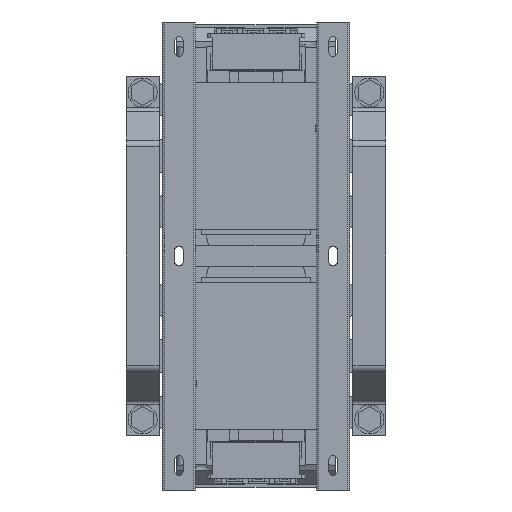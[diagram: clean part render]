
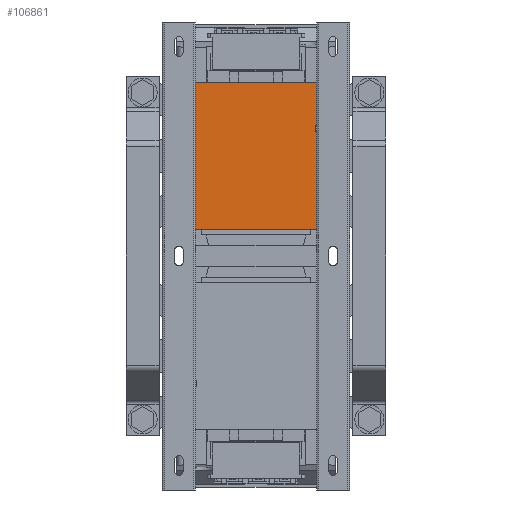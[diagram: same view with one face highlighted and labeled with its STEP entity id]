
A CAD part, front view. The second image highlights one B-rep face of the part: STEP entity #106861.
In plain terms, the highlighted planar face has unit normal (0, -1, 0).
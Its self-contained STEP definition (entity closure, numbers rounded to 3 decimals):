
#845 = EDGE_LOOP ( 'NONE', ( #93555, #94666, #6525, #90638, #18894, #57067 ) ) ;
#3674 = DIRECTION ( 'NONE',  ( 0., 0., -1. ) ) ;
#5907 = EDGE_CURVE ( 'NONE', #40499, #39775, #106086, .T. ) ;
#6525 = ORIENTED_EDGE ( 'NONE', *, *, #103188, .T. ) ;
#9112 = VECTOR ( 'NONE', #3674, 1000. ) ;
#13959 = DIRECTION ( 'NONE',  ( 0., 0., -1. ) ) ;
#17111 = LINE ( 'NONE', #115788, #63894 ) ;
#18894 = ORIENTED_EDGE ( 'NONE', *, *, #52995, .F. ) ;
#21231 = CARTESIAN_POINT ( 'NONE',  ( 47.5, 0., 96.25 ) ) ;
#21623 = DIRECTION ( 'NONE',  ( 0., -1., 0. ) ) ;
#23538 = EDGE_CURVE ( 'NONE', #89845, #119889, #104979, .T. ) ;
#26449 = FACE_OUTER_BOUND ( 'NONE', #845, .T. ) ;
#29317 = EDGE_CURVE ( 'NONE', #119889, #39775, #44388, .T. ) ;
#36238 = VECTOR ( 'NONE', #59629, 1000. ) ;
#37123 = CARTESIAN_POINT ( 'NONE',  ( -47.5, 0., 96.25 ) ) ;
#39190 = LINE ( 'NONE', #50208, #36238 ) ;
#39462 = VERTEX_POINT ( 'NONE', #120238 ) ;
#39775 = VERTEX_POINT ( 'NONE', #21231 ) ;
#40499 = VERTEX_POINT ( 'NONE', #44990 ) ;
#44388 = LINE ( 'NONE', #47324, #47373 ) ;
#44990 = CARTESIAN_POINT ( 'NONE',  ( 47.5, 0., 169.042 ) ) ;
#46585 = CARTESIAN_POINT ( 'NONE',  ( 47.5, 0., 253.5 ) ) ;
#47324 = CARTESIAN_POINT ( 'NONE',  ( 0., 0., 96.25 ) ) ;
#47373 = VECTOR ( 'NONE', #112053, 1000. ) ;
#48359 = CARTESIAN_POINT ( 'NONE',  ( 49., 0., 172.75 ) ) ;
#50025 = VERTEX_POINT ( 'NONE', #86994 ) ;
#50208 = CARTESIAN_POINT ( 'NONE',  ( 0., 0., 207.75 ) ) ;
#52995 = EDGE_CURVE ( 'NONE', #89845, #39462, #39190, .T. ) ;
#57067 = ORIENTED_EDGE ( 'NONE', *, *, #23538, .T. ) ;
#57804 = DIRECTION ( 'NONE',  ( 0., 0., -1. ) ) ;
#59629 = DIRECTION ( 'NONE',  ( 1., 0., 0. ) ) ;
#59897 = VECTOR ( 'NONE', #102074, 1000. ) ;
#63894 = VECTOR ( 'NONE', #13959, 1000. ) ;
#68123 = PLANE ( 'NONE',  #89142 ) ;
#80156 = EDGE_CURVE ( 'NONE', #39462, #50025, #17111, .T. ) ;
#86640 = DIRECTION ( 'NONE',  ( 0., 0., 1. ) ) ;
#86994 = CARTESIAN_POINT ( 'NONE',  ( 47.5, 0., 176.458 ) ) ;
#89142 = AXIS2_PLACEMENT_3D ( 'NONE', #102796, #21623, #86640 ) ;
#89845 = VERTEX_POINT ( 'NONE', #118698 ) ;
#90638 = ORIENTED_EDGE ( 'NONE', *, *, #80156, .F. ) ;
#93555 = ORIENTED_EDGE ( 'NONE', *, *, #29317, .T. ) ;
#94666 = ORIENTED_EDGE ( 'NONE', *, *, #5907, .F. ) ;
#95908 = AXIS2_PLACEMENT_3D ( 'NONE', #48359, #113080, #57804 ) ;
#102074 = DIRECTION ( 'NONE',  ( 0., 0., -1. ) ) ;
#102796 = CARTESIAN_POINT ( 'NONE',  ( 0., 0., 97.5 ) ) ;
#103188 = EDGE_CURVE ( 'NONE', #40499, #50025, #106955, .T. ) ;
#104979 = LINE ( 'NONE', #105590, #9112 ) ;
#105590 = CARTESIAN_POINT ( 'NONE',  ( -47.5, 0., 253.5 ) ) ;
#106086 = LINE ( 'NONE', #46585, #59897 ) ;
#106861 = ADVANCED_FACE ( 'NONE', ( #26449 ), #68123, .T. ) ;
#106955 = CIRCLE ( 'NONE', #95908, 4. ) ;
#112053 = DIRECTION ( 'NONE',  ( 1., 0., 0. ) ) ;
#113080 = DIRECTION ( 'NONE',  ( 0., 1., 0. ) ) ;
#115788 = CARTESIAN_POINT ( 'NONE',  ( 47.5, 0., 253.5 ) ) ;
#118698 = CARTESIAN_POINT ( 'NONE',  ( -47.5, 0., 207.75 ) ) ;
#119889 = VERTEX_POINT ( 'NONE', #37123 ) ;
#120238 = CARTESIAN_POINT ( 'NONE',  ( 47.5, 0., 207.75 ) ) ;
